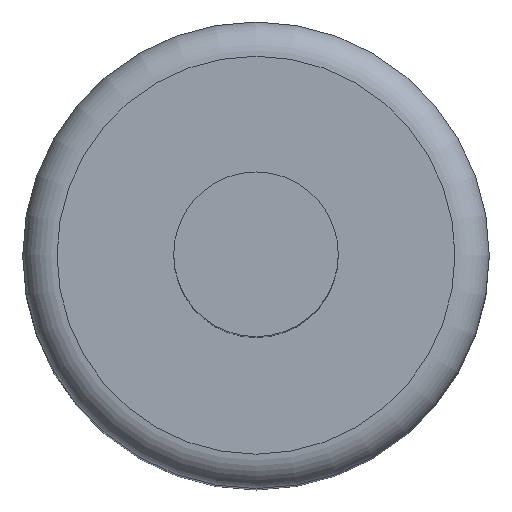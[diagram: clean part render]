
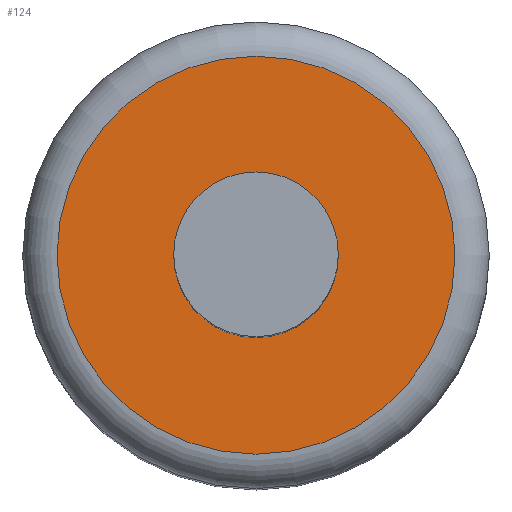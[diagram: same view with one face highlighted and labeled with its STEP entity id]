
A CAD part, top view. The second image highlights one B-rep face of the part: STEP entity #124.
In plain terms, the highlighted planar face has unit normal (0, 0, 1).
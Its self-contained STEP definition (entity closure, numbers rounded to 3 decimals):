
#15=FACE_BOUND('',#41,.T.);
#21=PLANE('',#157);
#30=FACE_OUTER_BOUND('',#40,.T.);
#40=EDGE_LOOP('',(#103));
#41=EDGE_LOOP('',(#104));
#48=CIRCLE('',#140,0.3);
#56=CIRCLE('',#155,0.725);
#58=VERTEX_POINT('',#203);
#65=VERTEX_POINT('',#228);
#66=EDGE_CURVE('',#58,#58,#48,.T.);
#77=EDGE_CURVE('',#65,#65,#56,.T.);
#103=ORIENTED_EDGE('',*,*,#77,.F.);
#104=ORIENTED_EDGE('',*,*,#66,.T.);
#124=ADVANCED_FACE('',(#30,#15),#21,.T.);
#140=AXIS2_PLACEMENT_3D('',#204,#162,#163);
#155=AXIS2_PLACEMENT_3D('',#229,#195,#196);
#157=AXIS2_PLACEMENT_3D('',#231,#199,#200);
#162=DIRECTION('center_axis',(0.,0.,-1.));
#163=DIRECTION('ref_axis',(-1.,0.,0.));
#195=DIRECTION('center_axis',(0.,0.,-1.));
#196=DIRECTION('ref_axis',(1.,0.,0.));
#199=DIRECTION('center_axis',(0.,0.,1.));
#200=DIRECTION('ref_axis',(1.,0.,0.));
#203=CARTESIAN_POINT('',(0.3,0.85,3.2));
#204=CARTESIAN_POINT('Origin',(0.,0.85,3.2));
#228=CARTESIAN_POINT('',(-0.725,0.85,3.2));
#229=CARTESIAN_POINT('Origin',(0.,0.85,3.2));
#231=CARTESIAN_POINT('Origin',(0.,0.85,3.2));
